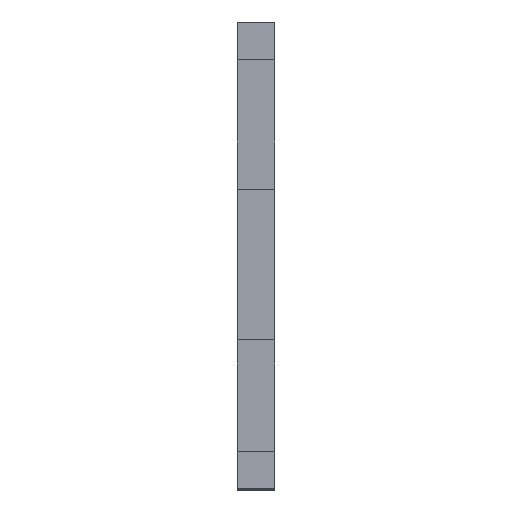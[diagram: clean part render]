
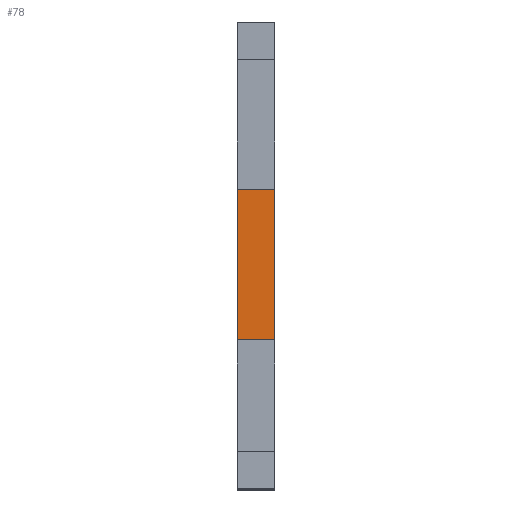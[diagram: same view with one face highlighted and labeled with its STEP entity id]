
A CAD part, top view. The second image highlights one B-rep face of the part: STEP entity #78.
In plain terms, the highlighted planar face has unit normal (0, 0, 1).
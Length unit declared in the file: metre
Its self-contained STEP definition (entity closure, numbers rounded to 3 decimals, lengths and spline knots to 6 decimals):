
#78 = ADVANCED_FACE( '', ( #167 ), #168, .T. );
#167 = FACE_OUTER_BOUND( '', #264, .T. );
#168 = PLANE( '', #265 );
#264 = EDGE_LOOP( '', ( #463, #464, #465, #466 ) );
#265 = AXIS2_PLACEMENT_3D( '', #467, #468, #469 );
#463 = ORIENTED_EDGE( '', *, *, #691, .F. );
#464 = ORIENTED_EDGE( '', *, *, #676, .T. );
#465 = ORIENTED_EDGE( '', *, *, #685, .T. );
#466 = ORIENTED_EDGE( '', *, *, #649, .F. );
#467 = CARTESIAN_POINT( '', ( 0., -0.006, 0.0749 ) );
#468 = DIRECTION( '', ( 0., 0., 1. ) );
#469 = DIRECTION( '', ( 0., -1., 0. ) );
#649 = EDGE_CURVE( '', #792, #794, #795, .F. );
#676 = EDGE_CURVE( '', #841, #839, #842, .T. );
#685 = EDGE_CURVE( '', #839, #794, #855, .T. );
#691 = EDGE_CURVE( '', #841, #792, #861, .T. );
#792 = VERTEX_POINT( '', #996 );
#794 = VERTEX_POINT( '', #999 );
#795 = LINE( '', #1000, #1001 );
#839 = VERTEX_POINT( '', #1069 );
#841 = VERTEX_POINT( '', #1072 );
#842 = LINE( '', #1073, #1074 );
#855 = LINE( '', #1094, #1095 );
#861 = LINE( '', #1103, #1104 );
#996 = CARTESIAN_POINT( '', ( 0.003, 0., 0.0749 ) );
#999 = CARTESIAN_POINT( '', ( 0.003, -0.012, 0.0749 ) );
#1000 = CARTESIAN_POINT( '', ( 0.003, -0.00525, 0.0749 ) );
#1001 = VECTOR( '', #1179, 1. );
#1069 = CARTESIAN_POINT( '', ( 0., -0.012, 0.0749 ) );
#1072 = CARTESIAN_POINT( '', ( 0., 0., 0.0749 ) );
#1073 = CARTESIAN_POINT( '', ( 0., -0.006, 0.0749 ) );
#1074 = VECTOR( '', #1205, 1. );
#1094 = CARTESIAN_POINT( '', ( 0., -0.012, 0.0749 ) );
#1095 = VECTOR( '', #1213, 1. );
#1103 = CARTESIAN_POINT( '', ( 0., 0., 0.0749 ) );
#1104 = VECTOR( '', #1216, 1. );
#1179 = DIRECTION( '', ( 0., 1., 0. ) );
#1205 = DIRECTION( '', ( 0., -1., 0. ) );
#1213 = DIRECTION( '', ( 1., 0., 0. ) );
#1216 = DIRECTION( '', ( 1., 0., 0. ) );
